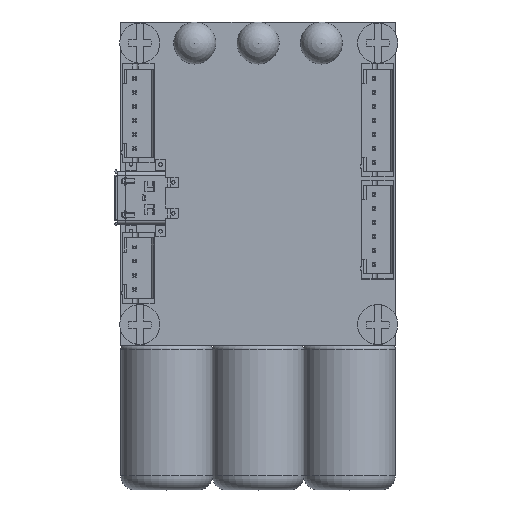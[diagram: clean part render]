
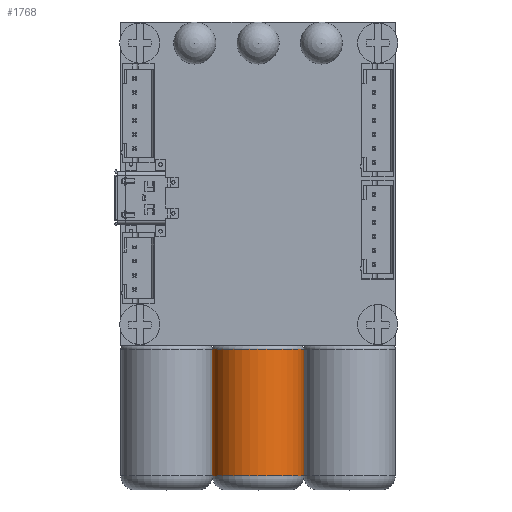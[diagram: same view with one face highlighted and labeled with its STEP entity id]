
A CAD part, top view. The second image highlights one B-rep face of the part: STEP entity #1768.
In plain terms, the highlighted cylindrical face has radius 6.5 mm (diameter 13 mm), a full revolution.
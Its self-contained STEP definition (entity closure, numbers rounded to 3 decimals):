
#1768=ADVANCED_FACE('',(#5121,#5122),#5123,.T.);
#5121=FACE_OUTER_BOUND('',#8500,.T.);
#5122=FACE_OUTER_BOUND('',#8501,.T.);
#5123=CYLINDRICAL_SURFACE('',#8502,6.5);
#8500=EDGE_LOOP('',(#21391));
#8501=EDGE_LOOP('',(#21392));
#8502=AXIS2_PLACEMENT_3D('',#21393,#21394,#21395);
#21391=ORIENTED_EDGE('',*,*,#25567,.T.);
#21392=ORIENTED_EDGE('',*,*,#25568,.T.);
#21393=CARTESIAN_POINT('',(0.,-42.5,-2.15));
#21394=DIRECTION('',(0.0,-1.0,-0.0));
#21395=DIRECTION('',(0.0,0.0,-1.0));
#25567=EDGE_CURVE('',#32368,#32368,#32369,.T.);
#25568=EDGE_CURVE('',#32370,#32370,#32371,.T.);
#32368=VERTEX_POINT('',#42788);
#32369=CIRCLE('',#42789,6.5);
#32370=VERTEX_POINT('',#42790);
#32371=CIRCLE('',#42791,6.5);
#42788=CARTESIAN_POINT('',(0.,-23.5,-8.65));
#42789=AXIS2_PLACEMENT_3D('',#47938,#47939,#47940);
#42790=CARTESIAN_POINT('',(-6.5,-41.5,-2.15));
#42791=AXIS2_PLACEMENT_3D('',#47941,#47942,#47943);
#47938=CARTESIAN_POINT('',(0.,-23.5,-2.15));
#47939=DIRECTION('',(0.0,-1.0,0.0));
#47940=DIRECTION('',(0.0,0.0,-1.0));
#47941=CARTESIAN_POINT('',(0.,-41.5,-2.15));
#47942=DIRECTION('',(0.,1.0,0.));
#47943=DIRECTION('',(-1.0,0.,0.0));
